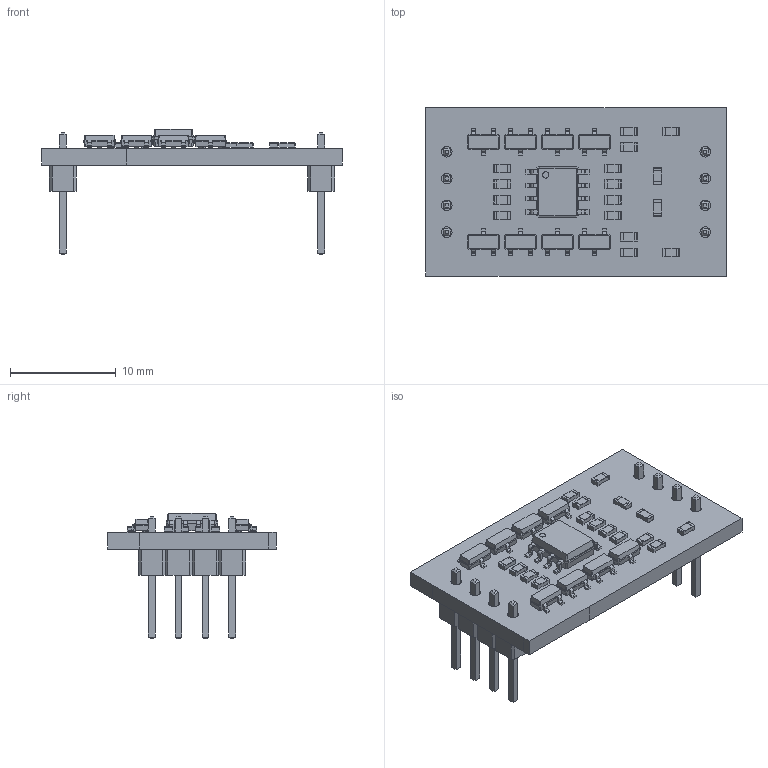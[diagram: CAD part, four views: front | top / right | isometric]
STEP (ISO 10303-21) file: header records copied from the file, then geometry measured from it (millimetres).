
FILE_DESCRIPTION(('KiCad electronic assembly'),'2;1');
FILE_NAME('L1CSSI.step','2019-05-09T16:14:47',('An Author'),('A Company' ),'Open CASCADE STEP processor 6.9','KiCad to STEP converter', 'Unknown');
FILE_SCHEMA(('AUTOMOTIVE_DESIGN { 1 0 10303 214 1 1 1 1 }'));
Length unit declared in the file: millimetre
Products named in the file (10): Open CASCADE STEP translator 6.9 1; R_0603_1608Metric; SOLID; SOT-23; PinHeader_1x04_P2.54mm_Vertical; SOIC-8_3.9x4.9mm_P1.27mm; COMPOUND
Assembly tree (32 placements, depth 3):
  Open CASCADE STEP translator 6.9 1
    R_0603_1608Metric  x16
      SOLID
    SOT-23  x8
      SOLID
    PinHeader_1x04_P2.54mm_Vertical  x2
      SOLID
    SOIC-8_3.9x4.9mm_P1.27mm
      SOLID
    COMPOUND
Bounding box: 28.5 x 16 x 11.89 mm (x, y, z)
Volume: 951.2 mm3; surface area: 1807.1 mm2
Topology: 28 solids, 28 shells, 1398 faces, 3455 edges, 2130 vertices
Faces by surface type: plane 885, cylinder 265, bspline 248
Full cylindrical faces by diameter (mm): 0.6 x1, 1 x8
Entity records: 26155 total; most frequent: CARTESIAN_POINT 4656, DIRECTION 3403, LINE 2390, VECTOR 2390, ORIENTED_EDGE 1874, PCURVE 1874, DEFINITIONAL_REPRESENTATION 1874, EDGE_CURVE 937
